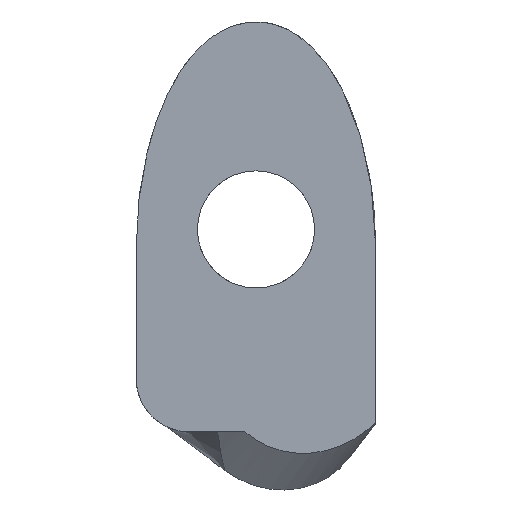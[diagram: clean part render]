
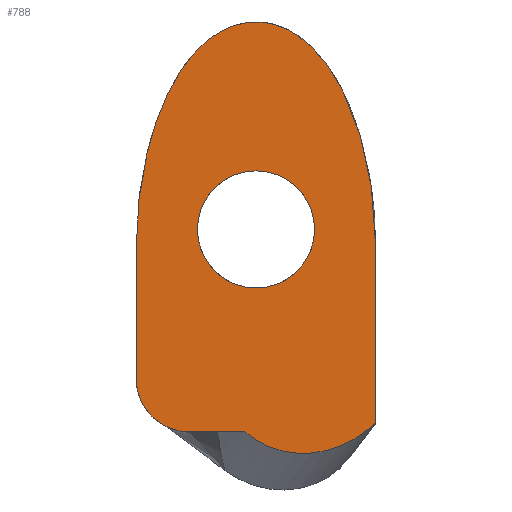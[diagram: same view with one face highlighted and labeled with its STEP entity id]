
A CAD part, front view. The second image highlights one B-rep face of the part: STEP entity #788.
In plain terms, the highlighted planar face has unit normal (0, -1, 0).
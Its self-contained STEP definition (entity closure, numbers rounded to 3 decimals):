
#17=ELLIPSE('',#837,3.844,3.5);
#25=CIRCLE('',#829,2.);
#28=CIRCLE('',#838,2.2);
#34=FACE_BOUND('',#139,.T.);
#52=PLANE('',#836);
#91=FACE_OUTER_BOUND('',#138,.T.);
#138=EDGE_LOOP('',(#688,#689,#690,#691,#692,#693));
#139=EDGE_LOOP('',(#694));
#191=LINE('',#1988,#244);
#195=LINE('',#2004,#248);
#197=LINE('',#2008,#250);
#244=VECTOR('',#927,10.);
#248=VECTOR('',#943,10.);
#250=VECTOR('',#947,10.);
#301=B_SPLINE_CURVE_WITH_KNOTS('',3,(#1968,#1969,#1970,#1971,#1972,#1973,
#1974,#1975,#1976,#1977,#1978,#1979,#1980,#1981,#1982,#1983),
 .UNSPECIFIED.,.F.,.F.,(4,3,3,3,3,4),(-1.571,-0.707,
-0.052,0.497,1.493,1.571),
 .UNSPECIFIED.);
#369=VERTEX_POINT('',#1966);
#370=VERTEX_POINT('',#1967);
#371=VERTEX_POINT('',#1987);
#373=VERTEX_POINT('',#1993);
#377=VERTEX_POINT('',#2002);
#378=VERTEX_POINT('',#2007);
#379=VERTEX_POINT('',#2012);
#475=EDGE_CURVE('',#369,#370,#301,.T.);
#478=EDGE_CURVE('',#370,#371,#191,.T.);
#481=EDGE_CURVE('',#371,#373,#25,.T.);
#486=EDGE_CURVE('',#373,#377,#195,.T.);
#488=EDGE_CURVE('',#369,#378,#197,.T.);
#490=EDGE_CURVE('',#377,#378,#17,.T.);
#491=EDGE_CURVE('',#379,#379,#28,.T.);
#688=ORIENTED_EDGE('',*,*,#488,.F.);
#689=ORIENTED_EDGE('',*,*,#475,.T.);
#690=ORIENTED_EDGE('',*,*,#478,.T.);
#691=ORIENTED_EDGE('',*,*,#481,.T.);
#692=ORIENTED_EDGE('',*,*,#486,.T.);
#693=ORIENTED_EDGE('',*,*,#490,.T.);
#694=ORIENTED_EDGE('',*,*,#491,.T.);
#788=ADVANCED_FACE('',(#91,#34),#52,.T.);
#829=AXIS2_PLACEMENT_3D('',#1994,#932,#933);
#836=AXIS2_PLACEMENT_3D('',#2010,#950,#951);
#837=AXIS2_PLACEMENT_3D('',#2011,#952,#953);
#838=AXIS2_PLACEMENT_3D('',#2013,#954,#955);
#927=DIRECTION('',(0.,0.,-1.));
#932=DIRECTION('center_axis',(0.,-1.,0.));
#933=DIRECTION('ref_axis',(-1.,0.,0.));
#943=DIRECTION('',(1.,0.,0.));
#947=DIRECTION('',(0.,0.,-1.));
#950=DIRECTION('center_axis',(0.,-1.,0.));
#951=DIRECTION('ref_axis',(0.,0.,-1.));
#952=DIRECTION('center_axis',(0.,-1.,0.));
#953=DIRECTION('ref_axis',(-0.615,0.,-0.789));
#954=DIRECTION('center_axis',(0.,1.,0.));
#955=DIRECTION('ref_axis',(1.,0.,0.));
#1966=CARTESIAN_POINT('',(21.48,16.544,42.181));
#1967=CARTESIAN_POINT('',(12.48,16.544,42.181));
#1968=CARTESIAN_POINT('Ctrl Pts',(21.48,16.544,42.181));
#1969=CARTESIAN_POINT('Ctrl Pts',(21.48,16.544,44.557));
#1970=CARTESIAN_POINT('Ctrl Pts',(20.949,16.544,46.911));
#1971=CARTESIAN_POINT('Ctrl Pts',(20.009,16.544,48.517));
#1972=CARTESIAN_POINT('Ctrl Pts',(19.296,16.544,49.734));
#1973=CARTESIAN_POINT('Ctrl Pts',(18.327,16.544,50.554));
#1974=CARTESIAN_POINT('Ctrl Pts',(17.24,16.544,50.667));
#1975=CARTESIAN_POINT('Ctrl Pts',(16.328,16.544,50.762));
#1976=CARTESIAN_POINT('Ctrl Pts',(15.422,16.544,50.33));
#1977=CARTESIAN_POINT('Ctrl Pts',(14.704,16.544,49.551));
#1978=CARTESIAN_POINT('Ctrl Pts',(13.403,16.544,48.139));
#1979=CARTESIAN_POINT('Ctrl Pts',(12.598,16.544,45.552));
#1980=CARTESIAN_POINT('Ctrl Pts',(12.492,16.544,42.82));
#1981=CARTESIAN_POINT('Ctrl Pts',(12.484,16.544,42.607));
#1982=CARTESIAN_POINT('Ctrl Pts',(12.48,16.544,42.394));
#1983=CARTESIAN_POINT('Ctrl Pts',(12.48,16.544,42.181));
#1987=CARTESIAN_POINT('',(12.48,16.544,37.281));
#1988=CARTESIAN_POINT('',(12.48,16.544,42.181));
#1993=CARTESIAN_POINT('',(14.48,16.544,35.281));
#1994=CARTESIAN_POINT('Origin',(14.48,16.544,37.281));
#2002=CARTESIAN_POINT('',(16.564,16.544,35.281));
#2004=CARTESIAN_POINT('',(14.48,16.544,35.281));
#2007=CARTESIAN_POINT('',(21.48,16.544,35.634));
#2008=CARTESIAN_POINT('',(21.48,16.544,42.447));
#2010=CARTESIAN_POINT('Origin',(16.98,16.544,42.981));
#2011=CARTESIAN_POINT('Origin',(19.076,16.544,38.189));
#2012=CARTESIAN_POINT('',(14.78,16.544,42.884));
#2013=CARTESIAN_POINT('Origin',(16.98,16.544,42.884));
